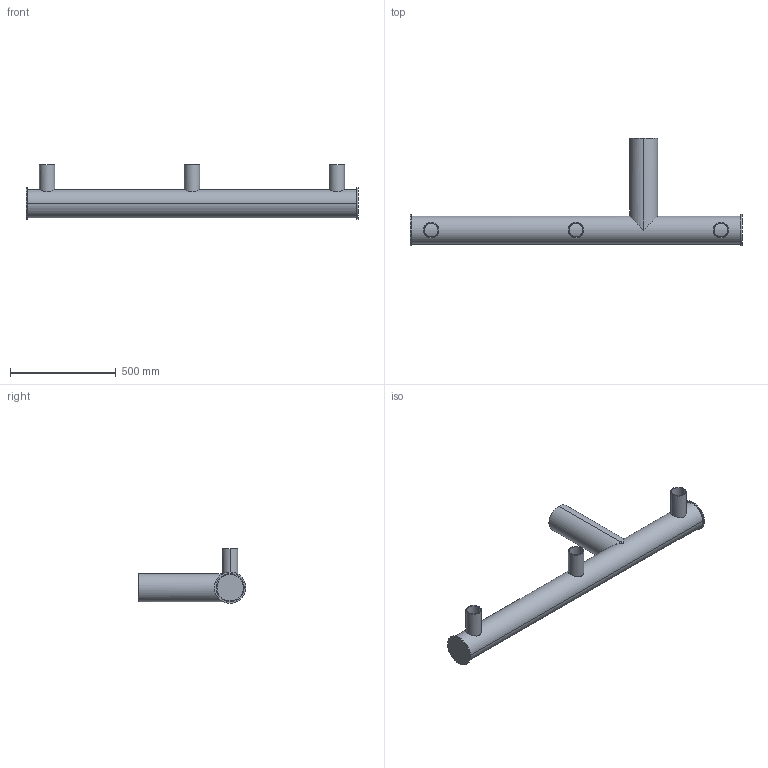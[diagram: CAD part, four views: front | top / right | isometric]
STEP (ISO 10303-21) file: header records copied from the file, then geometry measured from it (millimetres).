
FILE_DESCRIPTION (( 'STEP AP203' ), '1' );
FILE_NAME ('3996-60-10 PART_REV_.step', '2026-02-21T22:19:16', ( '' ), ( '' ), 'SwSTEP 2.0', 'SolidWorks 2025', '' );
FILE_SCHEMA (( 'CONFIG_CONTROL_DESIGN' ));
Length unit declared in the file: millimetre
Products named in the file (1): 3996-60-10 PART_REV_
Bounding box: 1570 x 509.5 x 259.5 mm (x, y, z)
Volume: 3595790.2 mm3; surface area: 1801593.4 mm2
Topology: 7 solids, 7 shells, 41 faces, 90 edges, 60 vertices
Faces by surface type: cylinder 31, plane 10
Entity records: 2380 total; most frequent: CARTESIAN_POINT 1411, ORIENTED_EDGE 180, DIRECTION 178, EDGE_CURVE 90, AXIS2_PLACEMENT_3D 74, VERTEX_POINT 60, EDGE_LOOP 50, ADVANCED_FACE 41
